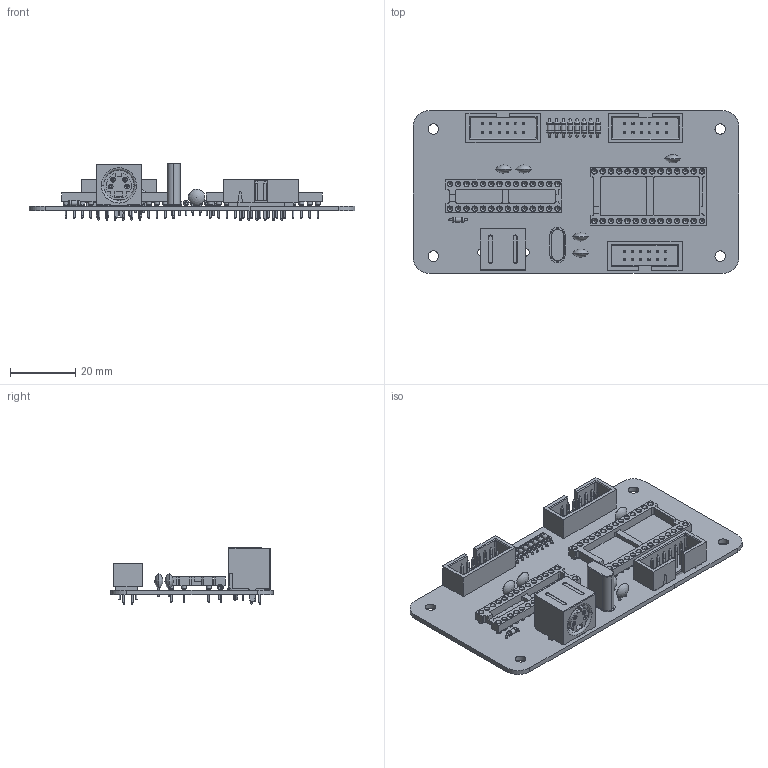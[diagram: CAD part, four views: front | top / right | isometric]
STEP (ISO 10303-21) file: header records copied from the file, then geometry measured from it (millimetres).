
FILE_DESCRIPTION(('KiCad electronic assembly'),'2;1');
FILE_NAME('PS2 Helper.step','2025-11-14T12:04:17',('Pcbnew'),('Kicad'), 'Open CASCADE STEP processor 7.8','KiCad to STEP converter','Unknown' );
FILE_SCHEMA(('AUTOMOTIVE_DESIGN { 1 0 10303 214 1 1 1 1 }'));
Length unit declared in the file: millimetre
Products named in the file (11): PS2 Helper 1; KMDGX-6S-BS; C_Disc_D5.0mm_W2.5mm_P2.50mm; R_Axial_DIN0204_L3.6mm_D1.6mm_P5.08mm_Horizontal; DIP-28_W7.62mm_Socket; 0702461201; SOLID; COMPOUND; DIP-28_W15.24mm_Socket; Crystal_HC49-U_Vertical; PS2 Helper_PCB
Assembly tree (24 placements, depth 3):
  PS2 Helper 1
    KMDGX-6S-BS
    C_Disc_D5.0mm_W2.5mm_P2.50mm  x5
    R_Axial_DIN0204_L3.6mm_D1.6mm_P5.08mm_Horizontal  x9
    DIP-28_W7.62mm_Socket
    0702461201  x3
      SOLID
      COMPOUND
    DIP-28_W15.24mm_Socket
    Crystal_HC49-U_Vertical
    PS2 Helper_PCB
Bounding box: 100 x 50 x 17.74 mm (x, y, z)
Volume: 14066.2 mm3; surface area: 21253.5 mm2
Topology: 22 solids, 22 shells, 2251 faces, 5014 edges, 3243 vertices
Faces by surface type: plane 1491, cylinder 528, cone 176, torus 40, sphere 10, bspline 6
Full cylindrical faces by diameter (mm): 0.5 x30, 0.508 x112, 0.7 x18, 0.8 x68, 1 x36, 1.1 x6, 1.44 x9, 1.524 x56, 1.6 x18, 1.724 x56, 2.3 x3, 3.2 x4
Entity records: 48367 total; most frequent: CARTESIAN_POINT 7637, DIRECTION 7407, ORIENTED_EDGE 6420, EDGE_CURVE 3210, AXIS2_PLACEMENT_3D 2709, FACE_BOUND 2095, EDGE_LOOP 2095, VERTEX_POINT 2043
